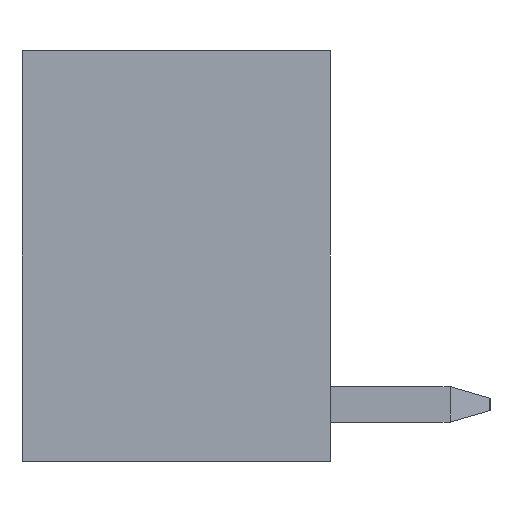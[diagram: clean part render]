
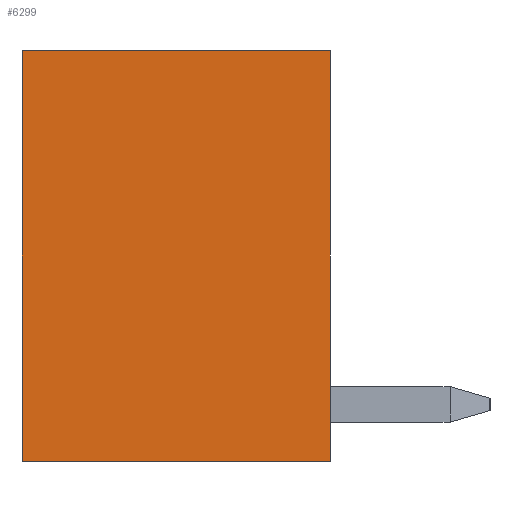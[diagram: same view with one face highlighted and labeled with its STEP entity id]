
A CAD part, left-side view. The second image highlights one B-rep face of the part: STEP entity #6299.
In plain terms, the highlighted planar face has unit normal (-1, 0, 0).
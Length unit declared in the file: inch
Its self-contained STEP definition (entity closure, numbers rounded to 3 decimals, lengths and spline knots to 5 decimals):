
#1=DIRECTION('',(0.,-1.,0.));
#2=VECTOR('',#1,0.27);
#3=CARTESIAN_POINT('',(-0.7855,0.27,0.18));
#4=LINE('',#3,#2);
#644=DIRECTION('',(0.,0.,-1.));
#645=VECTOR('',#644,0.36);
#646=CARTESIAN_POINT('',(-0.7855,0.27,0.18));
#647=LINE('',#646,#645);
#648=DIRECTION('',(0.,0.,-1.));
#649=VECTOR('',#648,0.36);
#650=CARTESIAN_POINT('',(-0.7855,0.,0.18));
#651=LINE('',#650,#649);
#836=DIRECTION('',(0.,-1.,0.));
#837=VECTOR('',#836,0.27);
#838=CARTESIAN_POINT('',(-0.7855,0.27,-0.18));
#839=LINE('',#838,#837);
#4515=CARTESIAN_POINT('',(-0.7855,0.27,0.18));
#4516=CARTESIAN_POINT('',(-0.7855,0.,0.18));
#4517=VERTEX_POINT('',#4515);
#4518=VERTEX_POINT('',#4516);
#4523=CARTESIAN_POINT('',(-0.7855,0.27,-0.18));
#4524=CARTESIAN_POINT('',(-0.7855,0.,-0.18));
#4525=VERTEX_POINT('',#4523);
#4526=VERTEX_POINT('',#4524);
#6285=CARTESIAN_POINT('',(-0.7855,0.27,0.18));
#6286=DIRECTION('',(-1.,0.,0.));
#6287=DIRECTION('',(0.,-1.,0.));
#6288=AXIS2_PLACEMENT_3D('',#6285,#6286,#6287);
#6289=PLANE('',#6288);
#6290=ORIENTED_EDGE('',*,*,#5944,.T.);
#6292=ORIENTED_EDGE('',*,*,#6291,.T.);
#6294=ORIENTED_EDGE('',*,*,#6293,.F.);
#6296=ORIENTED_EDGE('',*,*,#6295,.F.);
#6297=EDGE_LOOP('',(#6290,#6292,#6294,#6296));
#6298=FACE_OUTER_BOUND('',#6297,.F.);
#6299=ADVANCED_FACE('',(#6298),#6289,.T.);
#5944=EDGE_CURVE('',#4517,#4518,#4,.T.);
#6291=EDGE_CURVE('',#4518,#4526,#651,.T.);
#6293=EDGE_CURVE('',#4525,#4526,#839,.T.);
#6295=EDGE_CURVE('',#4517,#4525,#647,.T.);
